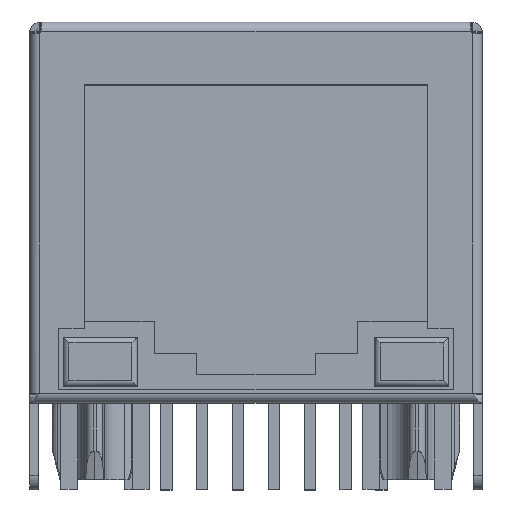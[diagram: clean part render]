
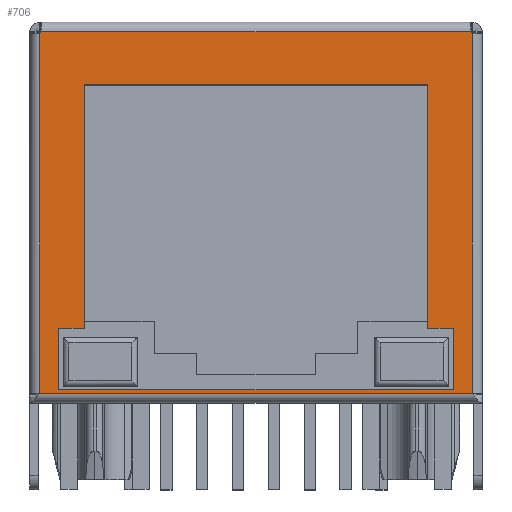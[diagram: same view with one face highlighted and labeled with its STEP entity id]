
A CAD part, top view. The second image highlights one B-rep face of the part: STEP entity #706.
In plain terms, the highlighted planar face has unit normal (0, 0, 1).
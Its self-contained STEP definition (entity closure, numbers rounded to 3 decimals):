
#3 = LINE ( 'NONE', #8591, #8212 ) ;
#207 = VECTOR ( 'NONE', #426, 1000. ) ;
#265 = CARTESIAN_POINT ( 'NONE',  ( -6.086, 2.642, 10.9 ) ) ;
#322 = VECTOR ( 'NONE', #5491, 1000. ) ;
#426 = DIRECTION ( 'NONE',  ( -1., 0., 0. ) ) ;
#439 = LINE ( 'NONE', #1611, #9620 ) ;
#570 = EDGE_CURVE ( 'NONE', #9578, #8237, #3, .T. ) ;
#624 = LINE ( 'NONE', #6236, #7239 ) ;
#687 = EDGE_CURVE ( 'NONE', #10672, #735, #11209, .T. ) ;
#706 = ADVANCED_FACE ( 'NONE', ( #1965, #6477 ), #5727, .T. ) ;
#735 = VERTEX_POINT ( 'NONE', #6147 ) ;
#778 = CARTESIAN_POINT ( 'NONE',  ( 6.086, 2.642, 10.9 ) ) ;
#842 = DIRECTION ( 'NONE',  ( -1., 0., 0. ) ) ;
#1195 = DIRECTION ( 'NONE',  ( 0., -1., 0. ) ) ;
#1439 = VECTOR ( 'NONE', #11109, 1000. ) ;
#1611 = CARTESIAN_POINT ( 'NONE',  ( 7.67, 0.35, 10.9 ) ) ;
#1629 = VERTEX_POINT ( 'NONE', #7345 ) ;
#1709 = CARTESIAN_POINT ( 'NONE',  ( 6.086, 2.642, 10.9 ) ) ;
#1713 = CARTESIAN_POINT ( 'NONE',  ( 0., 0.472, 10.9 ) ) ;
#1718 = EDGE_CURVE ( 'NONE', #6366, #1629, #7028, .T. ) ;
#1810 = ORIENTED_EDGE ( 'NONE', *, *, #10558, .F. ) ;
#1927 = VERTEX_POINT ( 'NONE', #2308 ) ;
#1965 = FACE_OUTER_BOUND ( 'NONE', #8955, .T. ) ;
#2015 = EDGE_LOOP ( 'NONE', ( #9250, #1810, #8743, #4629, #3329, #2071, #4245, #3129 ) ) ;
#2071 = ORIENTED_EDGE ( 'NONE', *, *, #5506, .T. ) ;
#2125 = DIRECTION ( 'NONE',  ( 0., -1., 0. ) ) ;
#2308 = CARTESIAN_POINT ( 'NONE',  ( 7.67, 0.35, 10.9 ) ) ;
#2849 = CIRCLE ( 'NONE', #4485, 0.2 ) ;
#3024 = DIRECTION ( 'NONE',  ( 0., 1., 0. ) ) ;
#3057 = LINE ( 'NONE', #778, #11009 ) ;
#3060 = VERTEX_POINT ( 'NONE', #9663 ) ;
#3064 = CARTESIAN_POINT ( 'NONE',  ( 6.993, 0.472, 10.9 ) ) ;
#3129 = ORIENTED_EDGE ( 'NONE', *, *, #5520, .T. ) ;
#3329 = ORIENTED_EDGE ( 'NONE', *, *, #1718, .F. ) ;
#3471 = DIRECTION ( 'NONE',  ( 0., 1., 0. ) ) ;
#3546 = VECTOR ( 'NONE', #9500, 1000. ) ;
#3756 = DIRECTION ( 'NONE',  ( 0., 0., -1. ) ) ;
#4005 = AXIS2_PLACEMENT_3D ( 'NONE', #5688, #10301, #1195 ) ;
#4228 = AXIS2_PLACEMENT_3D ( 'NONE', #7560, #5807, #2125 ) ;
#4245 = ORIENTED_EDGE ( 'NONE', *, *, #10656, .T. ) ;
#4485 = AXIS2_PLACEMENT_3D ( 'NONE', #5629, #3756, #11076 ) ;
#4500 = EDGE_CURVE ( 'NONE', #3060, #8237, #2849, .T. ) ;
#4614 = VECTOR ( 'NONE', #11707, 1000. ) ;
#4616 = VERTEX_POINT ( 'NONE', #265 ) ;
#4629 = ORIENTED_EDGE ( 'NONE', *, *, #4630, .F. ) ;
#4630 = EDGE_CURVE ( 'NONE', #1629, #6812, #7521, .T. ) ;
#4731 = VECTOR ( 'NONE', #8223, 1000. ) ;
#4732 = VERTEX_POINT ( 'NONE', #7742 ) ;
#5306 = CARTESIAN_POINT ( 'NONE',  ( -6.993, 0.472, 10.9 ) ) ;
#5491 = DIRECTION ( 'NONE',  ( 0., 1., 0. ) ) ;
#5506 = EDGE_CURVE ( 'NONE', #6366, #6658, #8393, .T. ) ;
#5520 = EDGE_CURVE ( 'NONE', #4616, #5973, #11520, .T. ) ;
#5629 = CARTESIAN_POINT ( 'NONE',  ( -7.792, 13.272, 10.9 ) ) ;
#5688 = CARTESIAN_POINT ( 'NONE',  ( 0., 0., 10.9 ) ) ;
#5727 = PLANE ( 'NONE',  #4005 ) ;
#5807 = DIRECTION ( 'NONE',  ( 0., 0., 1. ) ) ;
#5973 = VERTEX_POINT ( 'NONE', #7299 ) ;
#6033 = CARTESIAN_POINT ( 'NONE',  ( 6.993, 2.642, 10.9 ) ) ;
#6147 = CARTESIAN_POINT ( 'NONE',  ( 7.67, 13.113, 10.9 ) ) ;
#6198 = ORIENTED_EDGE ( 'NONE', *, *, #4500, .T. ) ;
#6236 = CARTESIAN_POINT ( 'NONE',  ( 0., 13.15, 10.9 ) ) ;
#6331 = VERTEX_POINT ( 'NONE', #1709 ) ;
#6366 = VERTEX_POINT ( 'NONE', #5306 ) ;
#6388 = CARTESIAN_POINT ( 'NONE',  ( -7.67, 0.35, 10.9 ) ) ;
#6477 = FACE_BOUND ( 'NONE', #2015, .T. ) ;
#6658 = VERTEX_POINT ( 'NONE', #8501 ) ;
#6702 = EDGE_CURVE ( 'NONE', #4732, #5973, #6824, .T. ) ;
#6812 = VERTEX_POINT ( 'NONE', #8725 ) ;
#6824 = LINE ( 'NONE', #9431, #207 ) ;
#6879 = EDGE_CURVE ( 'NONE', #10672, #3060, #624, .T. ) ;
#7028 = LINE ( 'NONE', #1713, #4614 ) ;
#7239 = VECTOR ( 'NONE', #842, 1000. ) ;
#7299 = CARTESIAN_POINT ( 'NONE',  ( -6.086, 11.27, 10.9 ) ) ;
#7345 = CARTESIAN_POINT ( 'NONE',  ( 6.993, 0.472, 10.9 ) ) ;
#7521 = LINE ( 'NONE', #3064, #10805 ) ;
#7560 = CARTESIAN_POINT ( 'NONE',  ( 7.792, 13.272, 10.9 ) ) ;
#7742 = CARTESIAN_POINT ( 'NONE',  ( 6.086, 11.27, 10.9 ) ) ;
#7782 = EDGE_CURVE ( 'NONE', #9578, #1927, #8387, .T. ) ;
#7881 = LINE ( 'NONE', #10083, #4731 ) ;
#7920 = DIRECTION ( 'NONE',  ( -1., 0., 0. ) ) ;
#8031 = LINE ( 'NONE', #6033, #8176 ) ;
#8176 = VECTOR ( 'NONE', #7920, 1000. ) ;
#8212 = VECTOR ( 'NONE', #8700, 1000. ) ;
#8223 = DIRECTION ( 'NONE',  ( 1., 0., 0. ) ) ;
#8237 = VERTEX_POINT ( 'NONE', #10380 ) ;
#8265 = EDGE_CURVE ( 'NONE', #1927, #735, #439, .T. ) ;
#8387 = LINE ( 'NONE', #8645, #3546 ) ;
#8393 = LINE ( 'NONE', #9182, #1439 ) ;
#8501 = CARTESIAN_POINT ( 'NONE',  ( -6.993, 2.642, 10.9 ) ) ;
#8591 = CARTESIAN_POINT ( 'NONE',  ( -7.67, 0.35, 10.9 ) ) ;
#8645 = CARTESIAN_POINT ( 'NONE',  ( 0., 0.35, 10.9 ) ) ;
#8700 = DIRECTION ( 'NONE',  ( 0., 1., 0. ) ) ;
#8725 = CARTESIAN_POINT ( 'NONE',  ( 6.993, 2.642, 10.9 ) ) ;
#8727 = ORIENTED_EDGE ( 'NONE', *, *, #8265, .T. ) ;
#8743 = ORIENTED_EDGE ( 'NONE', *, *, #9987, .F. ) ;
#8887 = ORIENTED_EDGE ( 'NONE', *, *, #7782, .T. ) ;
#8955 = EDGE_LOOP ( 'NONE', ( #10532, #6198, #11074, #8887, #8727, #10078 ) ) ;
#9182 = CARTESIAN_POINT ( 'NONE',  ( -6.993, 0.472, 10.9 ) ) ;
#9250 = ORIENTED_EDGE ( 'NONE', *, *, #6702, .F. ) ;
#9431 = CARTESIAN_POINT ( 'NONE',  ( 6.086, 11.27, 10.9 ) ) ;
#9500 = DIRECTION ( 'NONE',  ( 1., 0., 0. ) ) ;
#9578 = VERTEX_POINT ( 'NONE', #6388 ) ;
#9620 = VECTOR ( 'NONE', #10575, 1000. ) ;
#9663 = CARTESIAN_POINT ( 'NONE',  ( -7.633, 13.15, 10.9 ) ) ;
#9987 = EDGE_CURVE ( 'NONE', #6812, #6331, #8031, .T. ) ;
#10019 = CARTESIAN_POINT ( 'NONE',  ( -6.086, 2.642, 10.9 ) ) ;
#10078 = ORIENTED_EDGE ( 'NONE', *, *, #687, .F. ) ;
#10083 = CARTESIAN_POINT ( 'NONE',  ( -6.993, 2.642, 10.9 ) ) ;
#10301 = DIRECTION ( 'NONE',  ( 0., 0., 1. ) ) ;
#10380 = CARTESIAN_POINT ( 'NONE',  ( -7.67, 13.113, 10.9 ) ) ;
#10532 = ORIENTED_EDGE ( 'NONE', *, *, #6879, .T. ) ;
#10558 = EDGE_CURVE ( 'NONE', #6331, #4732, #3057, .T. ) ;
#10575 = DIRECTION ( 'NONE',  ( 0., 1., 0. ) ) ;
#10656 = EDGE_CURVE ( 'NONE', #6658, #4616, #7881, .T. ) ;
#10672 = VERTEX_POINT ( 'NONE', #10884 ) ;
#10805 = VECTOR ( 'NONE', #3024, 1000. ) ;
#10884 = CARTESIAN_POINT ( 'NONE',  ( 7.633, 13.15, 10.9 ) ) ;
#11009 = VECTOR ( 'NONE', #3471, 1000. ) ;
#11074 = ORIENTED_EDGE ( 'NONE', *, *, #570, .F. ) ;
#11076 = DIRECTION ( 'NONE',  ( 0., -1., 0. ) ) ;
#11109 = DIRECTION ( 'NONE',  ( 0., 1., 0. ) ) ;
#11209 = CIRCLE ( 'NONE', #4228, 0.2 ) ;
#11520 = LINE ( 'NONE', #10019, #322 ) ;
#11707 = DIRECTION ( 'NONE',  ( 1., 0., 0. ) ) ;
